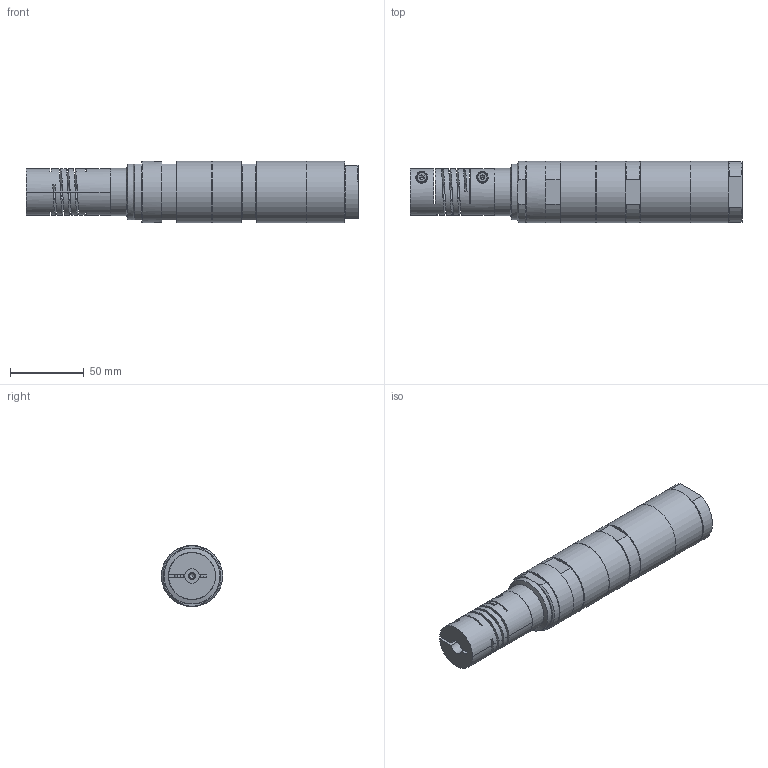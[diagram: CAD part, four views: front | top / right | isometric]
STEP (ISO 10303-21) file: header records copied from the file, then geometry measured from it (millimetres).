
FILE_DESCRIPTION(/* description */ (''),/* implementation_level */ '2;1');
FILE_NAME(/* name */ 'EBS 520 WK_60003507.stp',/* time_stamp */ '2019-01-18T11:35:55+01:00',/* author */ ('flambert'),/* organization */ (''),/* preprocessor_version */ 'ST-DEVELOPER v17',/* originating_system */ 'Autodesk Inventor 2018',/* authorisation */ '');
FILE_SCHEMA (('AUTOMOTIVE_DESIGN { 1 0 10303 214 3 1 1 }'));
Length unit declared in the file: millimetre
Products named in the file (1): EBS 520 WK_60003507
Bounding box: 225.4 x 41.5 x 41.5 mm (x, y, z)
Volume: 250660.5 mm3; surface area: 42180.2 mm2
Topology: 3 solids, 4 shells, 284 faces, 730 edges, 466 vertices
Faces by surface type: plane 162, cylinder 70, cone 35, bspline 9, torus 8
Full cylindrical faces by diameter (mm): 3.242 x1, 4 x1, 11.445 x3, 32 x1, 36 x1, 38 x1, 41.5 x5
Entity records: 9900 total; most frequent: CARTESIAN_POINT 2770, ORIENTED_EDGE 1448, DIRECTION 1382, EDGE_CURVE 724, AXIS2_PLACEMENT_3D 482, VERTEX_POINT 466, LINE 418, VECTOR 418
